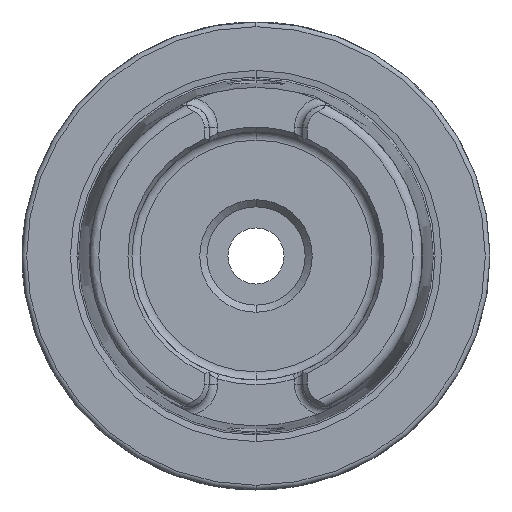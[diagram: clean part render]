
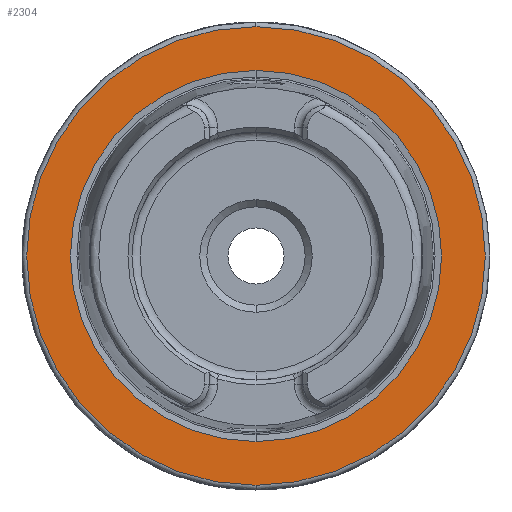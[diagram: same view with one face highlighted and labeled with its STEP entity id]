
A CAD part, left-side view. The second image highlights one B-rep face of the part: STEP entity #2304.
In plain terms, the highlighted planar face has unit normal (-1, 0, 0).
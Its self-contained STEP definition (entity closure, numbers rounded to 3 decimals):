
#163 = CARTESIAN_POINT ( 'NONE',  ( 0.05, 0., -39.647 ) ) ;
#164 = DIRECTION ( 'NONE',  ( 1., 0., 0. ) ) ;
#348 = ORIENTED_EDGE ( 'NONE', *, *, #5690, .F. ) ;
#458 = FACE_BOUND ( 'NONE', #5015, .T. ) ;
#497 = ORIENTED_EDGE ( 'NONE', *, *, #4125, .T. ) ;
#632 = CARTESIAN_POINT ( 'NONE',  ( 0.05, 0., 0. ) ) ;
#690 = VERTEX_POINT ( 'NONE', #2827 ) ;
#929 = CIRCLE ( 'NONE', #6456, 49. ) ;
#1086 = CARTESIAN_POINT ( 'NONE',  ( 0.05, 39.647, 0. ) ) ;
#1132 = DIRECTION ( 'NONE',  ( 0., 0., -1. ) ) ;
#1198 = EDGE_LOOP ( 'NONE', ( #1553, #348 ) ) ;
#1314 = AXIS2_PLACEMENT_3D ( 'NONE', #3183, #164, #3681 ) ;
#1553 = ORIENTED_EDGE ( 'NONE', *, *, #6481, .F. ) ;
#1554 = DIRECTION ( 'NONE',  ( 1., 0., 0. ) ) ;
#1609 = DIRECTION ( 'NONE',  ( 0., 0., 1. ) ) ;
#1781 = EDGE_CURVE ( 'NONE', #4583, #1835, #3841, .T. ) ;
#1835 = VERTEX_POINT ( 'NONE', #163 ) ;
#1855 = CARTESIAN_POINT ( 'NONE',  ( 0.05, 0., 0. ) ) ;
#2304 = ADVANCED_FACE ( 'NONE', ( #458, #5491 ), #3099, .T. ) ;
#2356 = DIRECTION ( 'NONE',  ( 0., 0., -1. ) ) ;
#2406 = CIRCLE ( 'NONE', #1314, 49. ) ;
#2827 = CARTESIAN_POINT ( 'NONE',  ( 0.05, 0., -49. ) ) ;
#3040 = ORIENTED_EDGE ( 'NONE', *, *, #1781, .T. ) ;
#3099 = PLANE ( 'NONE',  #3134 ) ;
#3134 = AXIS2_PLACEMENT_3D ( 'NONE', #1086, #4604, #1609 ) ;
#3183 = CARTESIAN_POINT ( 'NONE',  ( 0.05, 0., 0. ) ) ;
#3540 = VERTEX_POINT ( 'NONE', #3690 ) ;
#3681 = DIRECTION ( 'NONE',  ( 0., 0., -1. ) ) ;
#3690 = CARTESIAN_POINT ( 'NONE',  ( 0.05, 0., 49. ) ) ;
#3841 = CIRCLE ( 'NONE', #4396, 39.647 ) ;
#4125 = EDGE_CURVE ( 'NONE', #1835, #4583, #6278, .T. ) ;
#4137 = DIRECTION ( 'NONE',  ( 1., 0., 0. ) ) ;
#4396 = AXIS2_PLACEMENT_3D ( 'NONE', #632, #4137, #1132 ) ;
#4529 = AXIS2_PLACEMENT_3D ( 'NONE', #4551, #1554, #5061 ) ;
#4551 = CARTESIAN_POINT ( 'NONE',  ( 0.05, 0., 0. ) ) ;
#4583 = VERTEX_POINT ( 'NONE', #5320 ) ;
#4604 = DIRECTION ( 'NONE',  ( -1., 0., 0. ) ) ;
#5015 = EDGE_LOOP ( 'NONE', ( #3040, #497 ) ) ;
#5061 = DIRECTION ( 'NONE',  ( 0., 0., -1. ) ) ;
#5320 = CARTESIAN_POINT ( 'NONE',  ( 0.05, 0., 39.647 ) ) ;
#5361 = DIRECTION ( 'NONE',  ( 1., 0., 0. ) ) ;
#5491 = FACE_OUTER_BOUND ( 'NONE', #1198, .T. ) ;
#5690 = EDGE_CURVE ( 'NONE', #3540, #690, #2406, .T. ) ;
#6278 = CIRCLE ( 'NONE', #4529, 39.647 ) ;
#6456 = AXIS2_PLACEMENT_3D ( 'NONE', #1855, #5361, #2356 ) ;
#6481 = EDGE_CURVE ( 'NONE', #690, #3540, #929, .T. ) ;
